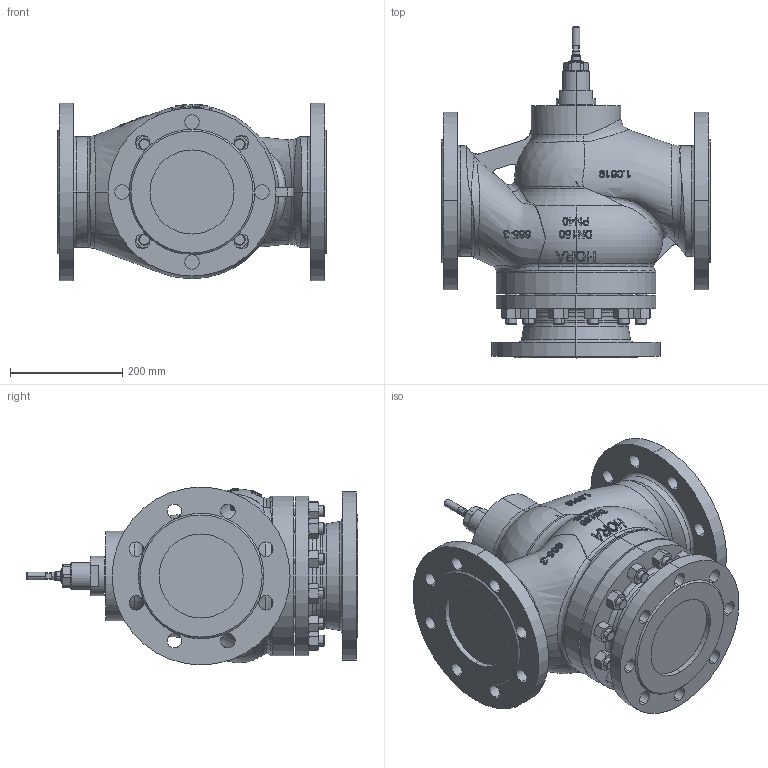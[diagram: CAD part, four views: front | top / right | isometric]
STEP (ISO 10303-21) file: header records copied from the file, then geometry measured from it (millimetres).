
FILE_DESCRIPTION (( 'STEP AP203' ), '1' );
FILE_NAME ('BR340S DN150 XXX PN25-40 for MC_STEP (Defeature).STEP', '2015-03-10T13:14:07', ( 'HORA' ), ( 'Holter Regelamaturen GmbH & Co. KG' ), 'SwSTEP 2.0', 'SolidWorks 2014', '' );
FILE_SCHEMA (( 'CONFIG_CONTROL_DESIGN' ));
Products named in the file (1): BR340S DN150 XXX PN25-40 for MC_STEP (Defeature)
Bounding box: 480 x 592.5 x 317.5 mm (x, y, z)
Volume: 30465079.5 mm3; surface area: 1071895.7 mm2
Topology: 1 solids, 1 shells, 886 faces, 2256 edges, 1427 vertices
Faces by surface type: plane 282, bspline 197, cone 194, cylinder 145, torus 62, sphere 6
Entity records: 202574 total; most frequent: CARTESIAN_POINT 182788, ORIENTED_EDGE 4498, DIRECTION 3463, EDGE_CURVE 2249, AXIS2_PLACEMENT_3D 1431, VERTEX_POINT 1423, EDGE_LOOP 1018, B_SPLINE_CURVE_WITH_KNOTS 905
